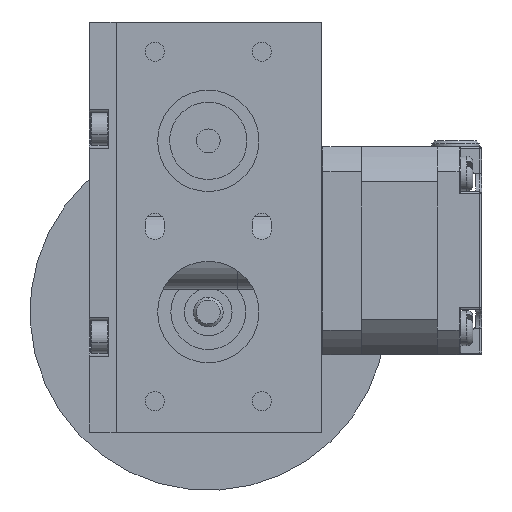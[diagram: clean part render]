
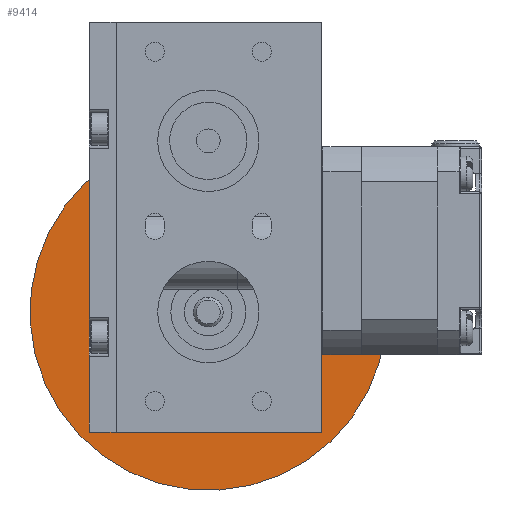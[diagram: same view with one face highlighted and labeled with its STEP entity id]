
A CAD part, front view. The second image highlights one B-rep face of the part: STEP entity #9414.
In plain terms, the highlighted planar face has unit normal (0, -1, 0).
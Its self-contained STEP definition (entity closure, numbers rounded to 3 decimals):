
#186 = VERTEX_POINT ( 'NONE', #7221 ) ;
#822 = CIRCLE ( 'NONE', #12129, 1.25 ) ;
#1295 = PLANE ( 'NONE',  #10754 ) ;
#1317 = CIRCLE ( 'NONE', #8560, 1.25 ) ;
#1418 = DIRECTION ( 'NONE',  ( 0.284, 0., 0.959 ) ) ;
#1447 = VERTEX_POINT ( 'NONE', #7539 ) ;
#1488 = FACE_BOUND ( 'NONE', #16926, .T. ) ;
#1768 = EDGE_CURVE ( 'Defeatured_0_376+Defeatured_0_375+Defeatured_0_375+Defeatured_0_375', #9734, #7089, #2235, .T. ) ;
#1815 = EDGE_CURVE ( 'Defeatured_0_377+Defeatured_0_376+Defeatured_0_376+Defeatured_0_376', #10983, #1447, #12883, .T. ) ;
#1966 = CARTESIAN_POINT ( 'NONE',  ( 0., 7., -28.8 ) ) ;
#2211 = CIRCLE ( 'NONE', #4864, 1.25 ) ;
#2235 = CIRCLE ( 'NONE', #4874, 30. ) ;
#2592 = VERTEX_POINT ( 'NONE', #11348 ) ;
#2652 = EDGE_CURVE ( 'Defeatured_0_491+Defeatured_0_376+Defeatured_0_376+Defeatured_0_376', #9450, #7646, #10079, .T. ) ;
#2780 = DIRECTION ( 'NONE',  ( 0., -1., 0. ) ) ;
#2832 = FACE_BOUND ( 'NONE', #9138, .T. ) ;
#3537 = DIRECTION ( 'NONE',  ( 0., -1., 0. ) ) ;
#3571 = ORIENTED_EDGE ( 'NONE', *, *, #9523, .F. ) ;
#3855 = ORIENTED_EDGE ( 'NONE', *, *, #6920, .F. ) ;
#4147 = CIRCLE ( 'NONE', #13460, 1.25 ) ;
#4405 = CARTESIAN_POINT ( 'NONE',  ( 17.435, 7., -22.752 ) ) ;
#4454 = AXIS2_PLACEMENT_3D ( 'NONE', #10879, #20555, #1418 ) ;
#4478 = EDGE_LOOP ( 'NONE', ( #3571, #12294 ) ) ;
#4533 = ORIENTED_EDGE ( 'NONE', *, *, #5325, .F. ) ;
#4864 = AXIS2_PLACEMENT_3D ( 'NONE', #10695, #13836, #9422 ) ;
#4874 = AXIS2_PLACEMENT_3D ( 'NONE', #6678, #5136, #6887 ) ;
#4908 = CARTESIAN_POINT ( 'NONE',  ( 17.08, 7., -23.951 ) ) ;
#4951 = AXIS2_PLACEMENT_3D ( 'NONE', #1966, #15926, #8284 ) ;
#5136 = DIRECTION ( 'NONE',  ( 0., -1., 0. ) ) ;
#5325 = EDGE_CURVE ( 'Defeatured_0_377+Defeatured_0_376+Defeatured_0_376+Defeatured_0_376', #1447, #10983, #14053, .T. ) ;
#5606 = ORIENTED_EDGE ( 'NONE', *, *, #17750, .T. ) ;
#5751 = DIRECTION ( 'NONE',  ( 0., -1., 0. ) ) ;
#6081 = ORIENTED_EDGE ( 'NONE', *, *, #12695, .F. ) ;
#6291 = EDGE_LOOP ( 'NONE', ( #5606, #20109 ) ) ;
#6518 = VERTEX_POINT ( 'NONE', #17788 ) ;
#6648 = DIRECTION ( 'NONE',  ( 0.284, 0., 0.959 ) ) ;
#6678 = CARTESIAN_POINT ( 'NONE',  ( 0., 7., -28.8 ) ) ;
#6835 = DIRECTION ( 'NONE',  ( 0.284, 0., 0.959 ) ) ;
#6887 = DIRECTION ( 'NONE',  ( 0.284, 0., 0.959 ) ) ;
#6920 = EDGE_CURVE ( 'Defeatured_0_489+Defeatured_0_376+Defeatured_0_376+Defeatured_0_376', #6518, #10151, #822, .T. ) ;
#7054 = VERTEX_POINT ( 'NONE', #20011 ) ;
#7089 = VERTEX_POINT ( 'NONE', #19181 ) ;
#7096 = CIRCLE ( 'NONE', #4454, 1.25 ) ;
#7221 = CARTESIAN_POINT ( 'NONE',  ( -12.039, 7., -16.63 ) ) ;
#7539 = CARTESIAN_POINT ( 'NONE',  ( -1.136, 7., -32.635 ) ) ;
#7646 = VERTEX_POINT ( 'NONE', #14849 ) ;
#7812 = CARTESIAN_POINT ( 'NONE',  ( 0., 7., -28.8 ) ) ;
#8128 = AXIS2_PLACEMENT_3D ( 'NONE', #17101, #10429, #19800 ) ;
#8284 = DIRECTION ( 'NONE',  ( 0.284, 0., 0.959 ) ) ;
#8331 = ORIENTED_EDGE ( 'NONE', *, *, #14950, .F. ) ;
#8338 = CARTESIAN_POINT ( 'NONE',  ( 17.08, 7., -23.951 ) ) ;
#8449 = DIRECTION ( 'NONE',  ( 0.284, 0., 0.959 ) ) ;
#8560 = AXIS2_PLACEMENT_3D ( 'NONE', #8338, #16278, #14933 ) ;
#8817 = DIRECTION ( 'NONE',  ( 0.284, 0., 0.959 ) ) ;
#9138 = EDGE_LOOP ( 'NONE', ( #6081, #3855 ) ) ;
#9182 = FACE_BOUND ( 'NONE', #4478, .T. ) ;
#9184 = CARTESIAN_POINT ( 'NONE',  ( 0., 7., -28.8 ) ) ;
#9414 = ADVANCED_FACE ( 'Defeatured_0_376', ( #1488, #10744, #2832, #9182, #14201, #15556 ), #1295, .T. ) ;
#9422 = DIRECTION ( 'NONE',  ( 0.284, 0., 0.959 ) ) ;
#9450 = VERTEX_POINT ( 'NONE', #19368 ) ;
#9523 = EDGE_CURVE ( 'Defeatured_0_488+Defeatured_0_376+Defeatured_0_376+Defeatured_0_376', #11423, #2592, #11828, .T. ) ;
#9734 = VERTEX_POINT ( 'NONE', #15527 ) ;
#9969 = CARTESIAN_POINT ( 'NONE',  ( -11.684, 7., -15.431 ) ) ;
#10015 = AXIS2_PLACEMENT_3D ( 'NONE', #20148, #15574, #13920 ) ;
#10056 = ORIENTED_EDGE ( 'NONE', *, *, #2652, .F. ) ;
#10079 = CIRCLE ( 'NONE', #13409, 1.25 ) ;
#10126 = CARTESIAN_POINT ( 'NONE',  ( -16.796, 7., -32.69 ) ) ;
#10151 = VERTEX_POINT ( 'NONE', #14231 ) ;
#10196 = AXIS2_PLACEMENT_3D ( 'NONE', #9184, #5751, #10438 ) ;
#10374 = ORIENTED_EDGE ( 'NONE', *, *, #12982, .F. ) ;
#10429 = DIRECTION ( 'NONE',  ( 0., -1., 0. ) ) ;
#10438 = DIRECTION ( 'NONE',  ( 0.284, 0., 0.959 ) ) ;
#10695 = CARTESIAN_POINT ( 'NONE',  ( -16.796, 7., -32.69 ) ) ;
#10744 = FACE_BOUND ( 'NONE', #16017, .T. ) ;
#10754 = AXIS2_PLACEMENT_3D ( 'NONE', #7812, #15857, #6648 ) ;
#10846 = EDGE_LOOP ( 'NONE', ( #4533, #13354 ) ) ;
#10879 = CARTESIAN_POINT ( 'NONE',  ( -11.684, 7., -15.431 ) ) ;
#10983 = VERTEX_POINT ( 'NONE', #20097 ) ;
#11280 = CIRCLE ( 'NONE', #4951, 30. ) ;
#11348 = CARTESIAN_POINT ( 'NONE',  ( 16.725, 7., -25.15 ) ) ;
#11423 = VERTEX_POINT ( 'NONE', #4405 ) ;
#11828 = CIRCLE ( 'NONE', #19783, 1.25 ) ;
#12129 = AXIS2_PLACEMENT_3D ( 'NONE', #10126, #16380, #8449 ) ;
#12294 = ORIENTED_EDGE ( 'NONE', *, *, #18060, .F. ) ;
#12389 = ORIENTED_EDGE ( 'NONE', *, *, #19158, .F. ) ;
#12695 = EDGE_CURVE ( 'Defeatured_0_489+Defeatured_0_376+Defeatured_0_376+Defeatured_0_376', #10151, #6518, #2211, .T. ) ;
#12883 = CIRCLE ( 'NONE', #10196, 4. ) ;
#12982 = EDGE_CURVE ( 'Defeatured_0_491+Defeatured_0_376+Defeatured_0_376+Defeatured_0_376', #7646, #9450, #15145, .T. ) ;
#13104 = DIRECTION ( 'NONE',  ( 0., -1., 0. ) ) ;
#13354 = ORIENTED_EDGE ( 'NONE', *, *, #1815, .F. ) ;
#13409 = AXIS2_PLACEMENT_3D ( 'NONE', #14988, #2780, #8817 ) ;
#13460 = AXIS2_PLACEMENT_3D ( 'NONE', #9969, #13104, #6835 ) ;
#13836 = DIRECTION ( 'NONE',  ( 0., -1., 0. ) ) ;
#13920 = DIRECTION ( 'NONE',  ( 0.284, 0., 0.959 ) ) ;
#14053 = CIRCLE ( 'NONE', #10015, 4. ) ;
#14201 = FACE_OUTER_BOUND ( 'NONE', #6291, .T. ) ;
#14231 = CARTESIAN_POINT ( 'NONE',  ( -16.441, 7., -31.492 ) ) ;
#14849 = CARTESIAN_POINT ( 'NONE',  ( 12.323, 7., -40.011 ) ) ;
#14933 = DIRECTION ( 'NONE',  ( 0.284, 0., 0.959 ) ) ;
#14950 = EDGE_CURVE ( 'Defeatured_0_490+Defeatured_0_376+Defeatured_0_376+Defeatured_0_376', #7054, #186, #4147, .T. ) ;
#14988 = CARTESIAN_POINT ( 'NONE',  ( 11.968, 7., -41.21 ) ) ;
#15145 = CIRCLE ( 'NONE', #8128, 1.25 ) ;
#15527 = CARTESIAN_POINT ( 'NONE',  ( 8.52, 7., -0.035 ) ) ;
#15556 = FACE_BOUND ( 'NONE', #10846, .T. ) ;
#15574 = DIRECTION ( 'NONE',  ( 0., -1., 0. ) ) ;
#15857 = DIRECTION ( 'NONE',  ( 0., -1., 0. ) ) ;
#15926 = DIRECTION ( 'NONE',  ( 0., -1., 0. ) ) ;
#16017 = EDGE_LOOP ( 'NONE', ( #8331, #12389 ) ) ;
#16256 = DIRECTION ( 'NONE',  ( 0.284, 0., 0.959 ) ) ;
#16278 = DIRECTION ( 'NONE',  ( 0., -1., 0. ) ) ;
#16380 = DIRECTION ( 'NONE',  ( 0., -1., 0. ) ) ;
#16926 = EDGE_LOOP ( 'NONE', ( #10374, #10056 ) ) ;
#17101 = CARTESIAN_POINT ( 'NONE',  ( 11.968, 7., -41.21 ) ) ;
#17750 = EDGE_CURVE ( 'Defeatured_0_376+Defeatured_0_375+Defeatured_0_375+Defeatured_0_375', #7089, #9734, #11280, .T. ) ;
#17788 = CARTESIAN_POINT ( 'NONE',  ( -17.151, 7., -33.889 ) ) ;
#18060 = EDGE_CURVE ( 'Defeatured_0_488+Defeatured_0_376+Defeatured_0_376+Defeatured_0_376', #2592, #11423, #1317, .T. ) ;
#19158 = EDGE_CURVE ( 'Defeatured_0_490+Defeatured_0_376+Defeatured_0_376+Defeatured_0_376', #186, #7054, #7096, .T. ) ;
#19181 = CARTESIAN_POINT ( 'NONE',  ( -8.52, 7., -57.565 ) ) ;
#19368 = CARTESIAN_POINT ( 'NONE',  ( 11.613, 7., -42.408 ) ) ;
#19783 = AXIS2_PLACEMENT_3D ( 'NONE', #4908, #3537, #16256 ) ;
#19800 = DIRECTION ( 'NONE',  ( 0.284, 0., 0.959 ) ) ;
#20011 = CARTESIAN_POINT ( 'NONE',  ( -11.329, 7., -14.233 ) ) ;
#20097 = CARTESIAN_POINT ( 'NONE',  ( 1.136, 7., -24.965 ) ) ;
#20109 = ORIENTED_EDGE ( 'NONE', *, *, #1768, .T. ) ;
#20148 = CARTESIAN_POINT ( 'NONE',  ( 0., 7., -28.8 ) ) ;
#20555 = DIRECTION ( 'NONE',  ( 0., -1., 0. ) ) ;
